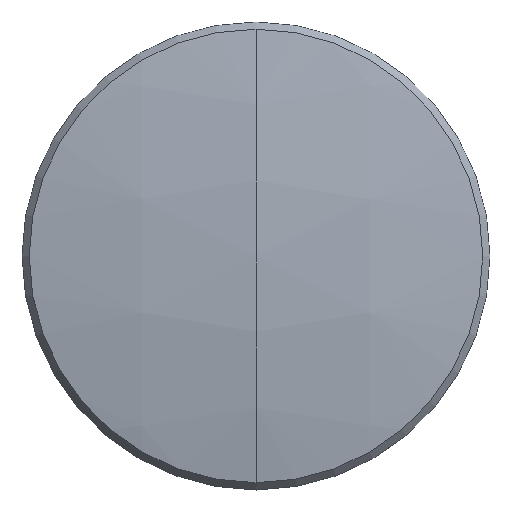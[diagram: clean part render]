
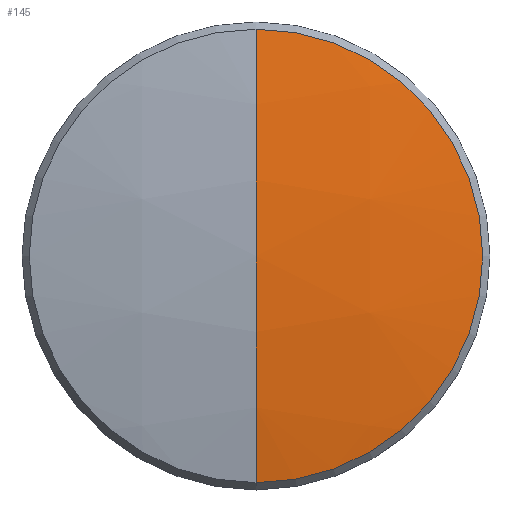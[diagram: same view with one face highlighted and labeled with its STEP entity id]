
A CAD part, top view. The second image highlights one B-rep face of the part: STEP entity #145.
In plain terms, the highlighted spherical face has radius 34.71 mm.
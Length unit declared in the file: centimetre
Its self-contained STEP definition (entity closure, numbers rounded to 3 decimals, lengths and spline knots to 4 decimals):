
#2 = CARTESIAN_POINT ( 'NONE',  ( 0., 0., -3.367 ) ) ;
#11 = DIRECTION ( 'NONE',  ( 0., 1., 0. ) ) ;
#13 = ORIENTED_EDGE ( 'NONE', *, *, #299, .T. ) ;
#17 = AXIS2_PLACEMENT_3D ( 'NONE', #267, #285, #137 ) ;
#19 = DIRECTION ( 'NONE',  ( -1., 0., 0. ) ) ;
#22 = EDGE_LOOP ( 'NONE', ( #240, #147, #13 ) ) ;
#36 = EDGE_CURVE ( 'NONE', #252, #280, #159, .T. ) ;
#58 = CIRCLE ( 'NONE', #176, 3.471 ) ;
#63 = CIRCLE ( 'NONE', #17, 0.6154 ) ;
#75 = CARTESIAN_POINT ( 'NONE',  ( 0., 0., -3.367 ) ) ;
#96 = DIRECTION ( 'NONE',  ( 1., 0., 0. ) ) ;
#128 = VERTEX_POINT ( 'NONE', #157 ) ;
#137 = DIRECTION ( 'NONE',  ( 0., 1., 0. ) ) ;
#140 = DIRECTION ( 'NONE',  ( 1., 0., 0. ) ) ;
#145 = ADVANCED_FACE ( 'NONE', ( #183 ), #172, .T. ) ;
#147 = ORIENTED_EDGE ( 'NONE', *, *, #244, .T. ) ;
#152 = DIRECTION ( 'NONE',  ( 0., 0., 1. ) ) ;
#157 = CARTESIAN_POINT ( 'NONE',  ( 0., -0.6154, 0.049 ) ) ;
#159 = CIRCLE ( 'NONE', #222, 3.471 ) ;
#172 = SPHERICAL_SURFACE ( 'NONE', #210, 3.471 ) ;
#176 = AXIS2_PLACEMENT_3D ( 'NONE', #75, #140, #11 ) ;
#180 = CARTESIAN_POINT ( 'NONE',  ( 0., 0., -3.367 ) ) ;
#183 = FACE_OUTER_BOUND ( 'NONE', #22, .T. ) ;
#184 = CARTESIAN_POINT ( 'NONE',  ( 0., 0., 0.104 ) ) ;
#210 = AXIS2_PLACEMENT_3D ( 'NONE', #180, #96, #257 ) ;
#222 = AXIS2_PLACEMENT_3D ( 'NONE', #2, #19, #152 ) ;
#240 = ORIENTED_EDGE ( 'NONE', *, *, #36, .F. ) ;
#244 = EDGE_CURVE ( 'NONE', #252, #128, #58, .T. ) ;
#252 = VERTEX_POINT ( 'NONE', #184 ) ;
#257 = DIRECTION ( 'NONE',  ( 0., 1., 0. ) ) ;
#266 = CARTESIAN_POINT ( 'NONE',  ( 0., 0.6154, 0.049 ) ) ;
#267 = CARTESIAN_POINT ( 'NONE',  ( 0., 0., 0.049 ) ) ;
#280 = VERTEX_POINT ( 'NONE', #266 ) ;
#285 = DIRECTION ( 'NONE',  ( 0., 0., 1. ) ) ;
#299 = EDGE_CURVE ( 'NONE', #128, #280, #63, .T. ) ;
